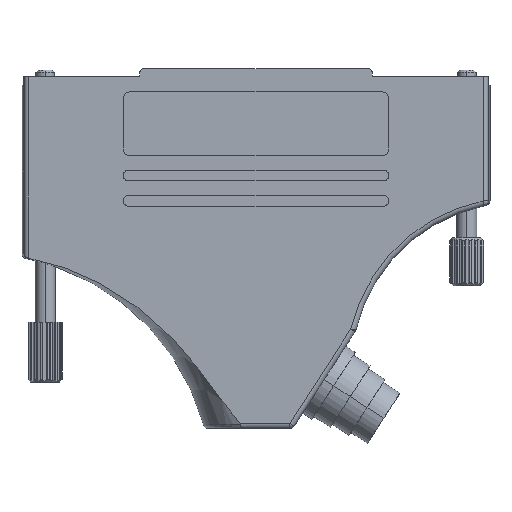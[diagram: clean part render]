
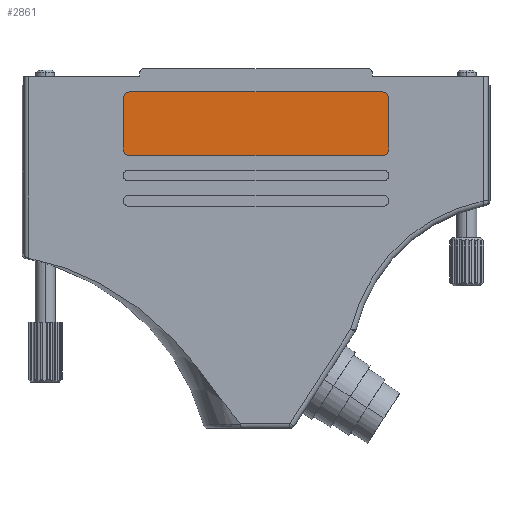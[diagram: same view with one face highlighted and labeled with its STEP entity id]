
A CAD part, front view. The second image highlights one B-rep face of the part: STEP entity #2861.
In plain terms, the highlighted planar face has unit normal (0, -1, 0).
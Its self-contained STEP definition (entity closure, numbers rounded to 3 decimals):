
#1350 = ORIENTED_EDGE ( 'NONE', *, *, #7196, .T. ) ;
#2353 = EDGE_CURVE ( 'NONE', #16765, #6177, #9396, .T. ) ;
#2356 = DIRECTION ( 'NONE',  ( 0., 0., 1. ) ) ;
#2861 = ADVANCED_FACE ( 'NONE', ( #22006 ), #15549, .F. ) ;
#3736 = AXIS2_PLACEMENT_3D ( 'NONE', #7325, #24104, #15835 ) ;
#4270 = AXIS2_PLACEMENT_3D ( 'NONE', #10092, #14110, #12030 ) ;
#5106 = VERTEX_POINT ( 'NONE', #19115 ) ;
#5218 = VECTOR ( 'NONE', #5452, 1000. ) ;
#5232 = CARTESIAN_POINT ( 'NONE',  ( -19., -7.1, -3.5 ) ) ;
#5452 = DIRECTION ( 'NONE',  ( -1., 0., 0. ) ) ;
#6164 = AXIS2_PLACEMENT_3D ( 'NONE', #27629, #8635, #23569 ) ;
#6177 = VERTEX_POINT ( 'NONE', #21699 ) ;
#6889 = EDGE_CURVE ( 'NONE', #17129, #20059, #9810, .T. ) ;
#7196 = EDGE_CURVE ( 'NONE', #5106, #20675, #9208, .T. ) ;
#7325 = CARTESIAN_POINT ( 'NONE',  ( 19., -7.1, -4.5 ) ) ;
#7431 = CARTESIAN_POINT ( 'NONE',  ( -20., -7.1, -4.5 ) ) ;
#7727 = CARTESIAN_POINT ( 'NONE',  ( -19., -7.1, -13.1 ) ) ;
#7992 = VERTEX_POINT ( 'NONE', #11970 ) ;
#8151 = AXIS2_PLACEMENT_3D ( 'NONE', #19119, #27670, #2356 ) ;
#8635 = DIRECTION ( 'NONE',  ( 0., -1., 0. ) ) ;
#8763 = ORIENTED_EDGE ( 'NONE', *, *, #17020, .T. ) ;
#9134 = VECTOR ( 'NONE', #15925, 1000. ) ;
#9208 = LINE ( 'NONE', #17711, #18434 ) ;
#9396 = LINE ( 'NONE', #13838, #9134 ) ;
#9762 = AXIS2_PLACEMENT_3D ( 'NONE', #24142, #24280, #11568 ) ;
#9810 = LINE ( 'NONE', #26838, #5218 ) ;
#9832 = EDGE_CURVE ( 'NONE', #13080, #7992, #20306, .T. ) ;
#10092 = CARTESIAN_POINT ( 'NONE',  ( -19., -7.1, -4.5 ) ) ;
#11568 = DIRECTION ( 'NONE',  ( 0., 0., 1. ) ) ;
#11722 = CIRCLE ( 'NONE', #8151, 1. ) ;
#11739 = EDGE_CURVE ( 'NONE', #6177, #5106, #11722, .T. ) ;
#11970 = CARTESIAN_POINT ( 'NONE',  ( -20., -7.1, -12.1 ) ) ;
#12030 = DIRECTION ( 'NONE',  ( 0., 0., 1. ) ) ;
#12246 = EDGE_LOOP ( 'NONE', ( #12926, #13906, #24683, #25766, #8763, #22015, #25624, #1350 ) ) ;
#12562 = CARTESIAN_POINT ( 'NONE',  ( 20., -7.1, -4.5 ) ) ;
#12926 = ORIENTED_EDGE ( 'NONE', *, *, #17332, .T. ) ;
#13080 = VERTEX_POINT ( 'NONE', #19928 ) ;
#13313 = CIRCLE ( 'NONE', #6164, 1. ) ;
#13838 = CARTESIAN_POINT ( 'NONE',  ( -19., -7.1, -13.1 ) ) ;
#13906 = ORIENTED_EDGE ( 'NONE', *, *, #6889, .T. ) ;
#14110 = DIRECTION ( 'NONE',  ( 0., -1., 0. ) ) ;
#15528 = VECTOR ( 'NONE', #15946, 1000. ) ;
#15549 = PLANE ( 'NONE',  #3736 ) ;
#15835 = DIRECTION ( 'NONE',  ( 0., 0., 1. ) ) ;
#15925 = DIRECTION ( 'NONE',  ( 1., 0., 0. ) ) ;
#15946 = DIRECTION ( 'NONE',  ( 0., 0., -1. ) ) ;
#16765 = VERTEX_POINT ( 'NONE', #7727 ) ;
#17020 = EDGE_CURVE ( 'NONE', #7992, #16765, #22699, .T. ) ;
#17129 = VERTEX_POINT ( 'NONE', #18399 ) ;
#17332 = EDGE_CURVE ( 'NONE', #20675, #17129, #13313, .T. ) ;
#17711 = CARTESIAN_POINT ( 'NONE',  ( 20., -7.1, -4.5 ) ) ;
#18399 = CARTESIAN_POINT ( 'NONE',  ( 19., -7.1, -3.5 ) ) ;
#18434 = VECTOR ( 'NONE', #26247, 1000. ) ;
#19115 = CARTESIAN_POINT ( 'NONE',  ( 20., -7.1, -12.1 ) ) ;
#19119 = CARTESIAN_POINT ( 'NONE',  ( 19., -7.1, -12.1 ) ) ;
#19330 = EDGE_CURVE ( 'NONE', #20059, #13080, #21232, .T. ) ;
#19928 = CARTESIAN_POINT ( 'NONE',  ( -20., -7.1, -4.5 ) ) ;
#20059 = VERTEX_POINT ( 'NONE', #5232 ) ;
#20306 = LINE ( 'NONE', #7431, #15528 ) ;
#20675 = VERTEX_POINT ( 'NONE', #12562 ) ;
#21232 = CIRCLE ( 'NONE', #4270, 1. ) ;
#21699 = CARTESIAN_POINT ( 'NONE',  ( 19., -7.1, -13.1 ) ) ;
#22006 = FACE_OUTER_BOUND ( 'NONE', #12246, .T. ) ;
#22015 = ORIENTED_EDGE ( 'NONE', *, *, #2353, .T. ) ;
#22699 = CIRCLE ( 'NONE', #9762, 1. ) ;
#23569 = DIRECTION ( 'NONE',  ( 0., 0., 1. ) ) ;
#24104 = DIRECTION ( 'NONE',  ( 0., 1., 0. ) ) ;
#24142 = CARTESIAN_POINT ( 'NONE',  ( -19., -7.1, -12.1 ) ) ;
#24280 = DIRECTION ( 'NONE',  ( 0., -1., 0. ) ) ;
#24683 = ORIENTED_EDGE ( 'NONE', *, *, #19330, .T. ) ;
#25624 = ORIENTED_EDGE ( 'NONE', *, *, #11739, .T. ) ;
#25766 = ORIENTED_EDGE ( 'NONE', *, *, #9832, .T. ) ;
#26247 = DIRECTION ( 'NONE',  ( 0., 0., 1. ) ) ;
#26838 = CARTESIAN_POINT ( 'NONE',  ( -19., -7.1, -3.5 ) ) ;
#27629 = CARTESIAN_POINT ( 'NONE',  ( 19., -7.1, -4.5 ) ) ;
#27670 = DIRECTION ( 'NONE',  ( 0., -1., 0. ) ) ;
